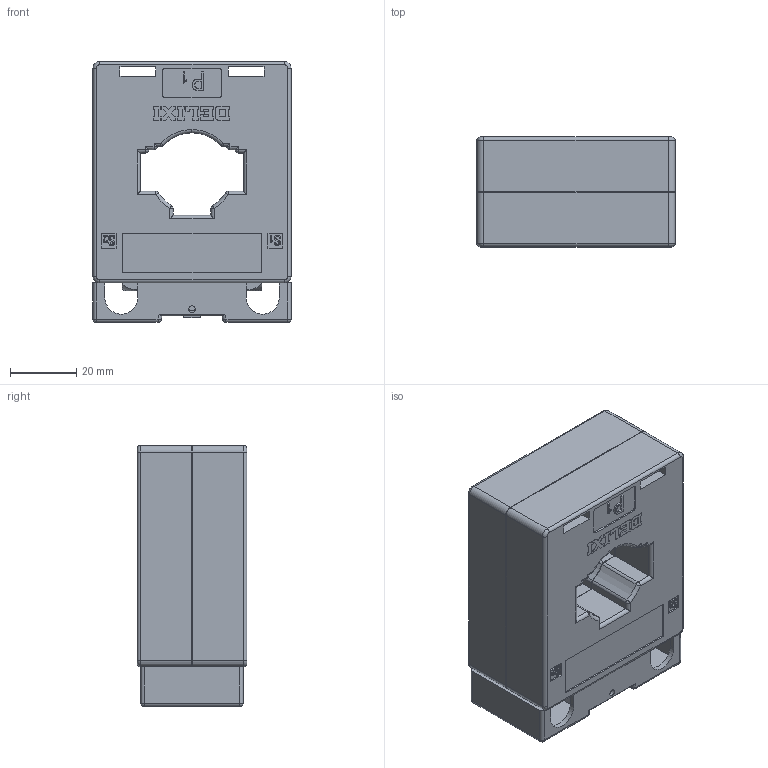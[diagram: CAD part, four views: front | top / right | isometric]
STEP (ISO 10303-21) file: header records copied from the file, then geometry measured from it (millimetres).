
FILE_DESCRIPTION (( 'STEP AP203' ), '1' );
FILE_NAME ('小30装配体250.STEP', '2023-10-31T04:59:02', ( '微软用户' ), ( '微软中国' ), 'SwSTEP 2.0', 'SolidWorks 2019', '' );
FILE_SCHEMA (( 'CONFIG_CONTROL_DESIGN' ));
Length unit declared in the file: millimetre
Products named in the file (6): 肣И璃5x10臏; 陔30   P2-2; 陔30    P1-2; 苤30蚾饜极250; 肣И璃5x10陔; 裔陔
Assembly tree (5 placements, depth 2):
  苤30蚾饜极250
    陔30    P1-2
    陔30   P2-2
    肣И璃5x10臏
    肣И璃5x10陔
    裔陔
Bounding box: 60 x 33.2 x 79 mm (x, y, z)
Volume: 36134 mm3; surface area: 48914.2 mm2
Topology: 5 solids, 5 shells, 1124 faces, 3059 edges, 1966 vertices
Faces by surface type: plane 795, cylinder 200, bspline 77, sphere 28, torus 20, cone 4
Entity records: 40649 total; most frequent: CARTESIAN_POINT 12142, ORIENTED_EDGE 6054, DIRECTION 5315, EDGE_CURVE 3027, LINE 2437, VECTOR 2437, VERTEX_POINT 1966, AXIS2_PLACEMENT_3D 1439
